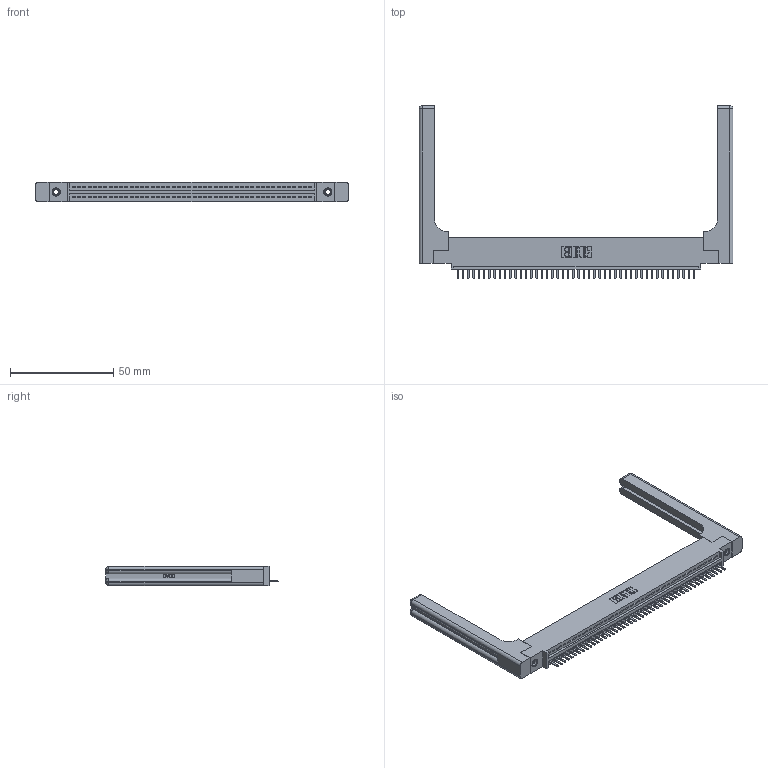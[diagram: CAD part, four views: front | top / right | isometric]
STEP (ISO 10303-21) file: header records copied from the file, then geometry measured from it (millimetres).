
FILE_DESCRIPTION (( 'STEP AP203' ), '1' );
FILE_NAME ('345-046-520-458.STEP', '2019-10-08T22:48:39', ( '' ), ( '' ), 'SwSTEP 2.0', 'SolidWorks 2016', '' );
FILE_SCHEMA (( 'CONFIG_CONTROL_DESIGN' ));
Length unit declared in the file: inch
Products named in the file (5): 345-046-520-458; 345-220-058_345-220-058; 345-292-001_345-293-120; 345-250-001_345-250-001-102; 345 Part_0.110 Offset - 0.156 Dia-TH
Assembly tree (51 placements, depth 2):
  345-046-520-458
    345 Part_0.110 Offset - 0.156 Dia-TH
    345-292-001_345-293-120  x46
    345-250-001_345-250-001-102  x2
    345-220-058_345-220-058  x2
Bounding box: 151.87 x 83.44 x 9.4 mm (x, y, z)
Volume: 22756.5 mm3; surface area: 23947.9 mm2
Topology: 51 solids, 51 shells, 3238 faces, 9483 edges, 6178 vertices
Faces by surface type: plane 2164, cylinder 1014, bspline 36, cone 12, sphere 8, torus 4
Entity records: 39510 total; most frequent: CARTESIAN_POINT 7827, ORIENTED_EDGE 6592, DIRECTION 5764, EDGE_CURVE 3296, VECTOR 2884, LINE 2884, VERTEX_POINT 2186, AXIS2_PLACEMENT_3D 1440
